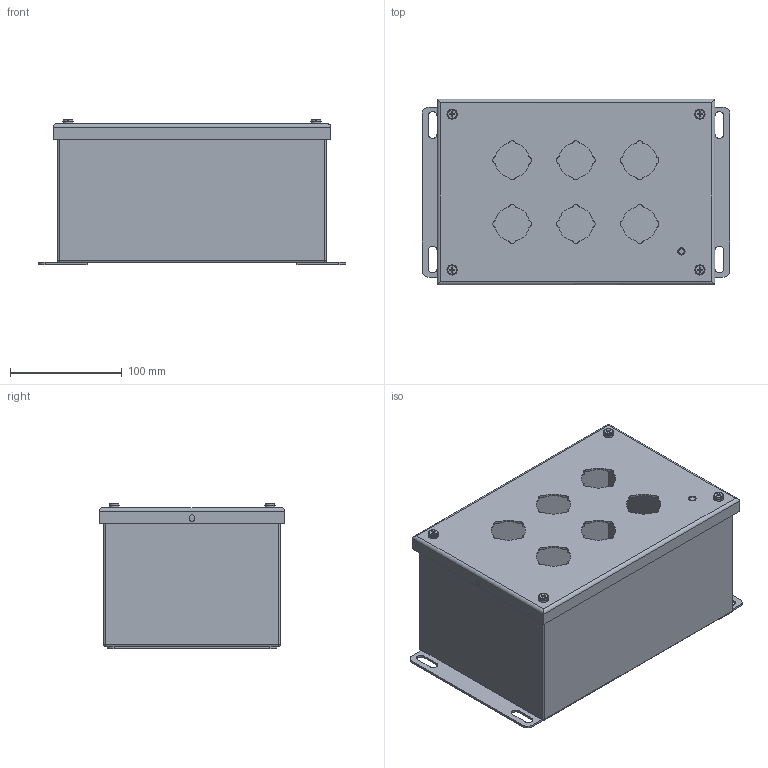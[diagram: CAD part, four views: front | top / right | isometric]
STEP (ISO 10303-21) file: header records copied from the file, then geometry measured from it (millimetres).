
FILE_DESCRIPTION (( 'STEP AP214' ), '1' );
FILE_NAME ('SCE-6PBX-RAL1018.STEP', '2021-08-11T18:37:31', ( '' ), ( '' ), 'SwSTEP 2.0', 'SolidWorks 2021', '' );
FILE_SCHEMA (( 'AUTOMOTIVE_DESIGN' ));
Length unit declared in the file: inch
Products named in the file (1): SCE-6PBX-RAL1018
Bounding box: 276.23 x 166.62 x 130.14 mm (x, y, z)
Volume: 326267.9 mm3; surface area: 425795.7 mm2
Topology: 19 solids, 19 shells, 603 faces, 1548 edges, 924 vertices
Faces by surface type: cylinder 236, plane 205, bspline 128, cone 18, sphere 16
Full cylindrical faces by diameter (mm): 3.708 x4, 4.775 x5, 4.826 x5, 5.588 x4, 6.35 x4, 6.36 x4, 6.502 x1, 6.604 x4, 6.858 x4, 7.112 x1, 7.417 x8, 8.052 x4, 8.484 x4, 8.636 x4, 9.195 x4, 11.092 x4
Entity records: 28641 total; most frequent: CARTESIAN_POINT 7630, DIRECTION 2578, ORIENTED_EDGE 2568, EDGE_CURVE 1284, AXIS2_PLACEMENT_3D 1002, VERTEX_POINT 862, EDGE_LOOP 788, FACE_OUTER_BOUND 699
